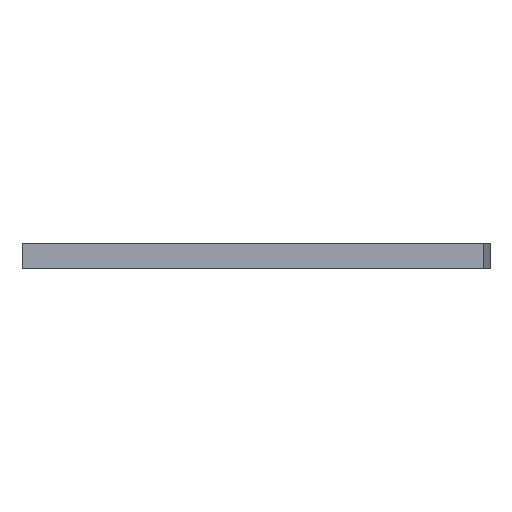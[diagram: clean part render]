
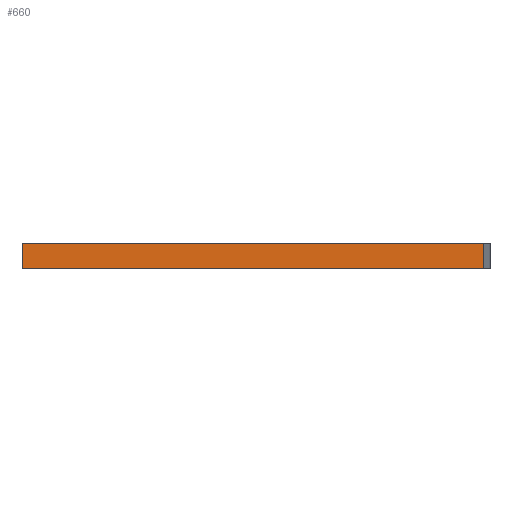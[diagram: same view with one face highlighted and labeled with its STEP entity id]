
A CAD part, front view. The second image highlights one B-rep face of the part: STEP entity #660.
In plain terms, the highlighted planar face has unit normal (0, -1, 0).
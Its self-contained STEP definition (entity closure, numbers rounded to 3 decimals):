
#9 = LINE ( 'NONE', #439, #319 ) ;
#38 = CARTESIAN_POINT ( 'NONE',  ( 0., 0., 4. ) ) ;
#44 = CARTESIAN_POINT ( 'NONE',  ( 73., 0., 4. ) ) ;
#87 = EDGE_CURVE ( 'NONE', #511, #430, #143, .T. ) ;
#135 = CARTESIAN_POINT ( 'NONE',  ( 0., 0., 4. ) ) ;
#142 = DIRECTION ( 'NONE',  ( 0., 0., 1. ) ) ;
#143 = LINE ( 'NONE', #558, #182 ) ;
#166 = VERTEX_POINT ( 'NONE', #44 ) ;
#182 = VECTOR ( 'NONE', #409, 1000. ) ;
#228 = ORIENTED_EDGE ( 'NONE', *, *, #271, .F. ) ;
#248 = PLANE ( 'NONE',  #279 ) ;
#263 = CARTESIAN_POINT ( 'NONE',  ( 73., 0., 0. ) ) ;
#271 = EDGE_CURVE ( 'NONE', #166, #430, #9, .T. ) ;
#279 = AXIS2_PLACEMENT_3D ( 'NONE', #38, #619, #142 ) ;
#319 = VECTOR ( 'NONE', #650, 1000. ) ;
#321 = LINE ( 'NONE', #431, #389 ) ;
#331 = CARTESIAN_POINT ( 'NONE',  ( 0., 0., 4. ) ) ;
#350 = EDGE_CURVE ( 'NONE', #578, #511, #321, .T. ) ;
#370 = ORIENTED_EDGE ( 'NONE', *, *, #390, .F. ) ;
#382 = ORIENTED_EDGE ( 'NONE', *, *, #87, .T. ) ;
#389 = VECTOR ( 'NONE', #628, 1000. ) ;
#390 = EDGE_CURVE ( 'NONE', #578, #166, #521, .T. ) ;
#409 = DIRECTION ( 'NONE',  ( 1., 0., 0. ) ) ;
#423 = EDGE_LOOP ( 'NONE', ( #382, #228, #370, #539 ) ) ;
#430 = VERTEX_POINT ( 'NONE', #263 ) ;
#431 = CARTESIAN_POINT ( 'NONE',  ( 0., 0., 4. ) ) ;
#439 = CARTESIAN_POINT ( 'NONE',  ( 73., 0., 4. ) ) ;
#511 = VERTEX_POINT ( 'NONE', #603 ) ;
#519 = FACE_OUTER_BOUND ( 'NONE', #423, .T. ) ;
#521 = LINE ( 'NONE', #331, #535 ) ;
#535 = VECTOR ( 'NONE', #679, 1000. ) ;
#539 = ORIENTED_EDGE ( 'NONE', *, *, #350, .T. ) ;
#558 = CARTESIAN_POINT ( 'NONE',  ( 0., 0., 0. ) ) ;
#578 = VERTEX_POINT ( 'NONE', #135 ) ;
#603 = CARTESIAN_POINT ( 'NONE',  ( 0., 0., 0. ) ) ;
#619 = DIRECTION ( 'NONE',  ( 0., 1., 0. ) ) ;
#628 = DIRECTION ( 'NONE',  ( 0., 0., -1. ) ) ;
#650 = DIRECTION ( 'NONE',  ( 0., 0., -1. ) ) ;
#660 = ADVANCED_FACE ( 'NONE', ( #519 ), #248, .F. ) ;
#679 = DIRECTION ( 'NONE',  ( 1., 0., 0. ) ) ;
